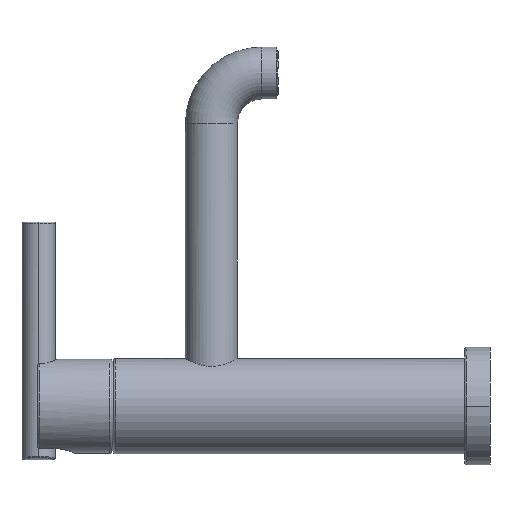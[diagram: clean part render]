
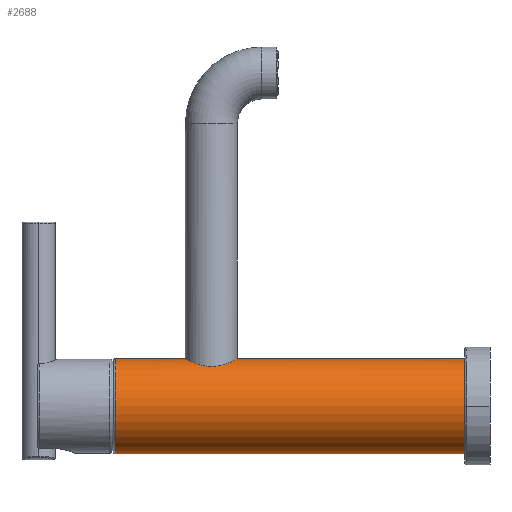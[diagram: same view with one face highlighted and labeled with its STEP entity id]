
A CAD part, left-side view. The second image highlights one B-rep face of the part: STEP entity #2688.
In plain terms, the highlighted cylindrical face has radius 20.32 mm (diameter 40.64 mm), a partial arc.
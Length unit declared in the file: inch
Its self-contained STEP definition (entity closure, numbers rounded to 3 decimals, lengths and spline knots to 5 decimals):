
#55=CARTESIAN_POINT('',(0.,0.425,0.));
#56=DIRECTION('',(0.,1.,0.));
#57=DIRECTION('',(0.,0.,-1.));
#58=AXIS2_PLACEMENT_3D('',#55,#56,#57);
#60=CARTESIAN_POINT('',(0.,5.135,0.8));
#100=CARTESIAN_POINT('',(0.,4.255,0.8));
#107=DIRECTION('',(0.,-1.,0.));
#108=VECTOR('',#107,5.893);
#109=CARTESIAN_POINT('',(0.,6.318,-0.8));
#110=LINE('',#109,#108);
#111=CARTESIAN_POINT('',(0.,6.318,0.));
#112=DIRECTION('',(0.,-1.,0.));
#113=DIRECTION('',(0.,0.,1.));
#114=AXIS2_PLACEMENT_3D('',#111,#112,#113);
#116=DIRECTION('',(0.,-1.,0.));
#117=VECTOR('',#116,1.183);
#118=CARTESIAN_POINT('',(0.,6.318,0.8));
#119=LINE('',#118,#117);
#120=CARTESIAN_POINT('',(0.,4.255,0.8));
#121=CARTESIAN_POINT('',(-0.01156,4.255,0.8));
#122=CARTESIAN_POINT('',(-0.03468,4.25591,
0.7995));
#123=CARTESIAN_POINT('',(-0.0694,4.26004,
0.79724));
#124=CARTESIAN_POINT('',(-0.10385,4.26694,
0.79348));
#125=CARTESIAN_POINT('',(-0.13816,4.27674,
0.78823));
#126=CARTESIAN_POINT('',(-0.17196,4.28945,
0.78155));
#127=CARTESIAN_POINT('',(-0.20527,4.30522,
0.77347));
#128=CARTESIAN_POINT('',(-0.23762,4.32404,
0.76414));
#129=CARTESIAN_POINT('',(-0.26884,4.34597,
0.75371));
#130=CARTESIAN_POINT('',(-0.29835,4.37083,
0.7425));
#131=CARTESIAN_POINT('',(-0.32581,4.39843,
0.73084));
#132=CARTESIAN_POINT('',(-0.35069,4.42832,
0.7192));
#133=CARTESIAN_POINT('',(-0.37261,4.45995,
0.70805));
#134=CARTESIAN_POINT('',(-0.39141,4.49285,
0.6978));
#135=CARTESIAN_POINT('',(-0.40693,4.52633,
0.68884));
#136=CARTESIAN_POINT('',(-0.41934,4.5602,
0.68133));
#137=CARTESIAN_POINT('',(-0.42872,4.59398,
0.67545));
#138=CARTESIAN_POINT('',(-0.43528,4.62781,
0.67122));
#139=CARTESIAN_POINT('',(-0.43915,4.6614,
0.6687));
#140=CARTESIAN_POINT('',(-0.44043,4.69501,
0.66785));
#141=CARTESIAN_POINT('',(-0.43914,4.7286,
0.6687));
#142=CARTESIAN_POINT('',(-0.43528,4.7622,
0.67122));
#143=CARTESIAN_POINT('',(-0.42871,4.79602,
0.67545));
#144=CARTESIAN_POINT('',(-0.41934,4.82981,
0.68133));
#145=CARTESIAN_POINT('',(-0.40693,4.86368,
0.68884));
#146=CARTESIAN_POINT('',(-0.39141,4.89715,
0.6978));
#147=CARTESIAN_POINT('',(-0.37261,4.93006,
0.70805));
#148=CARTESIAN_POINT('',(-0.35069,4.96168,
0.7192));
#149=CARTESIAN_POINT('',(-0.32581,4.99157,
0.73084));
#150=CARTESIAN_POINT('',(-0.29836,5.01917,
0.74249));
#151=CARTESIAN_POINT('',(-0.26884,5.04403,
0.75371));
#152=CARTESIAN_POINT('',(-0.23762,5.06596,
0.76414));
#153=CARTESIAN_POINT('',(-0.20527,5.08478,
0.77347));
#154=CARTESIAN_POINT('',(-0.17196,5.10055,
0.78155));
#155=CARTESIAN_POINT('',(-0.13816,5.11326,
0.78823));
#156=CARTESIAN_POINT('',(-0.10385,5.12306,
0.79348));
#157=CARTESIAN_POINT('',(-0.0694,5.12996,
0.79724));
#158=CARTESIAN_POINT('',(-0.03467,5.13409,
0.7995));
#159=CARTESIAN_POINT('',(-0.01156,5.135,0.8));
#160=CARTESIAN_POINT('',(0.,5.135,0.8));
#162=DIRECTION('',(0.,-1.,0.));
#163=VECTOR('',#162,3.83);
#164=CARTESIAN_POINT('',(0.,4.255,0.8));
#165=LINE('',#164,#163);
#2231=CARTESIAN_POINT('',(0.,6.318,0.8));
#2232=CARTESIAN_POINT('',(0.,6.318,-0.8));
#2233=VERTEX_POINT('',#2231);
#2234=VERTEX_POINT('',#2232);
#2239=VERTEX_POINT('',#60);
#2240=VERTEX_POINT('',#100);
#2247=CARTESIAN_POINT('',(0.,0.425,0.8));
#2248=CARTESIAN_POINT('',(0.,0.425,-0.8));
#2249=VERTEX_POINT('',#2247);
#2250=VERTEX_POINT('',#2248);
#2673=CARTESIAN_POINT('',(0.,0.117,0.));
#2674=DIRECTION('',(0.,1.,0.));
#2675=DIRECTION('',(0.,0.,-1.));
#2676=AXIS2_PLACEMENT_3D('',#2673,#2674,#2675);
#2677=CYLINDRICAL_SURFACE('',#2676,0.8);
#2678=ORIENTED_EDGE('',*,*,#2649,.F.);
#2679=ORIENTED_EDGE('',*,*,#2668,.F.);
#2681=ORIENTED_EDGE('',*,*,#2680,.F.);
#2682=ORIENTED_EDGE('',*,*,#2664,.T.);
#2684=ORIENTED_EDGE('',*,*,#2683,.F.);
#2685=ORIENTED_EDGE('',*,*,#2660,.T.);
#2686=EDGE_LOOP('',(#2678,#2679,#2681,#2682,#2684,#2685));
#2687=FACE_OUTER_BOUND('',#2686,.F.);
#2688=ADVANCED_FACE('',(#2687),#2677,.T.);
#59=CIRCLE('',#58,0.8);
#115=CIRCLE('',#114,0.8);
#161=B_SPLINE_CURVE_WITH_KNOTS('',3,(#120,#121,#122,#123,#124,#125,#126,#127,
#128,#129,#130,#131,#132,#133,#134,#135,#136,#137,#138,#139,#140,#141,#142,#143,
#144,#145,#146,#147,#148,#149,#150,#151,#152,#153,#154,#155,#156,#157,#158,#159,
#160),.UNSPECIFIED.,.F.,.F.,(4,1,1,1,1,1,1,1,1,1,1,1,1,1,1,1,1,1,1,1,1,1,1,1,1,
1,1,1,1,1,1,1,1,1,1,1,1,1,4),(0.,0.02632,0.05263,
0.07895,0.10526,0.13158,0.15789,
0.18421,0.21053,0.23684,0.26316,
0.28947,0.31579,0.34211,0.36842,
0.39474,0.42105,0.44737,0.47368,0.5,
0.52632,0.55263,0.57895,0.60526,
0.63158,0.65789,0.68421,0.71053,
0.73684,0.76316,0.78947,0.81579,
0.84211,0.86842,0.89474,0.92105,
0.94737,0.97368,1.),.UNSPECIFIED.);
#2649=EDGE_CURVE('',#2250,#2249,#59,.T.);
#2660=EDGE_CURVE('',#2240,#2249,#165,.T.);
#2664=EDGE_CURVE('',#2233,#2239,#119,.T.);
#2668=EDGE_CURVE('',#2234,#2250,#110,.T.);
#2680=EDGE_CURVE('',#2233,#2234,#115,.T.);
#2683=EDGE_CURVE('',#2240,#2239,#161,.T.);
